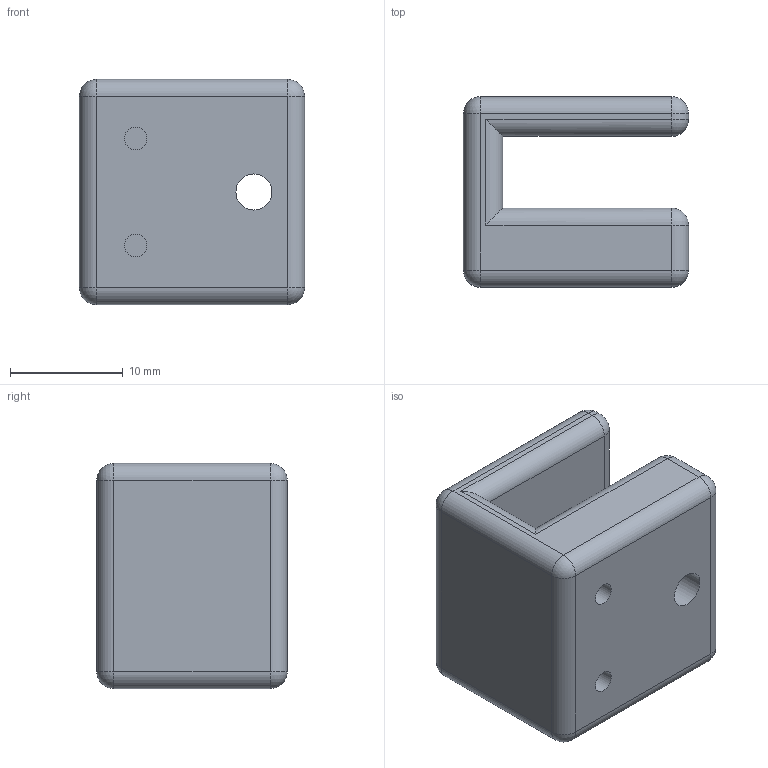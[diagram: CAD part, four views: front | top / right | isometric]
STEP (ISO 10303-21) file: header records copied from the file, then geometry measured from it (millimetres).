
FILE_DESCRIPTION(('FreeCAD Model'),'2;1');
FILE_NAME('Open CASCADE Shape Model','2021-12-25T18:44:59',('Author'),( ''),'Open CASCADE STEP processor 7.5','FreeCAD','Unknown');
FILE_SCHEMA(('AUTOMOTIVE_DESIGN { 1 0 10303 214 1 1 1 1 }'));
Length unit declared in the file: millimetre
Products named in the file (1): SROD-endstop-holder
Bounding box: 20 x 16.9 x 20 mm (x, y, z)
Volume: 4332 mm3; surface area: 2541.6 mm2
Topology: 1 solids, 1 shells, 57 faces, 128 edges, 64 vertices
Faces by surface type: cylinder 26, plane 19, sphere 12
Full cylindrical faces by diameter (mm): 2 x2, 3.2 x2
Entity records: 3051 total; most frequent: CARTESIAN_POINT 556, DIRECTION 499, LINE 284, VECTOR 284, ORIENTED_EDGE 232, PCURVE 232, DEFINITIONAL_REPRESENTATION 232, EDGE_CURVE 116
